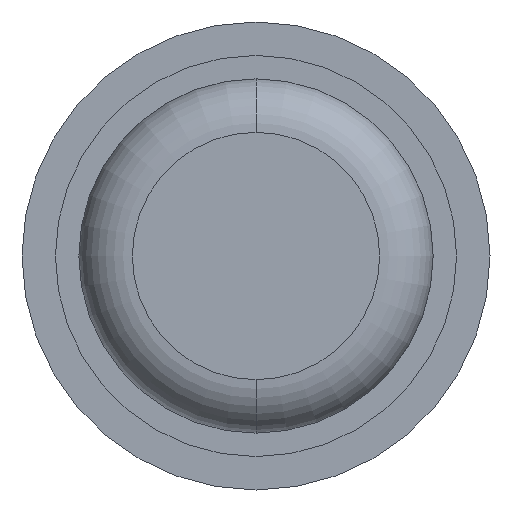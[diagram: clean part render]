
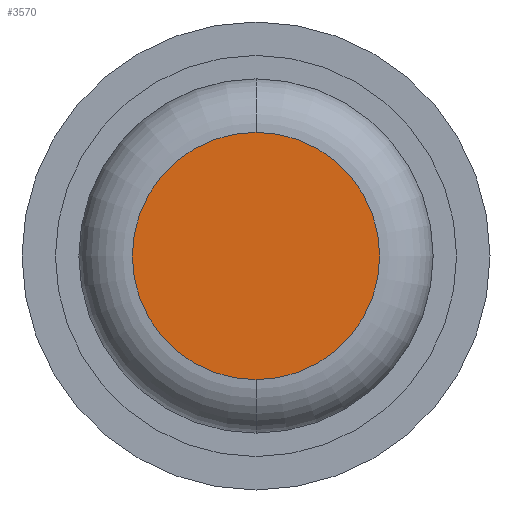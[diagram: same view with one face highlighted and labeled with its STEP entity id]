
A CAD part, front view. The second image highlights one B-rep face of the part: STEP entity #3570.
In plain terms, the highlighted planar face has unit normal (0, -1, 0).
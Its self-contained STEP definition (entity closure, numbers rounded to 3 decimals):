
#1 = CARTESIAN_POINT ( 'NONE',  ( 0., -10., 0. ) ) ;
#116 = VERTEX_POINT ( 'NONE', #2408 ) ;
#347 = DIRECTION ( 'NONE',  ( 0., 0., -1. ) ) ;
#733 = AXIS2_PLACEMENT_3D ( 'NONE', #3207, #4170, #1508 ) ;
#1010 = AXIS2_PLACEMENT_3D ( 'NONE', #1, #2741, #347 ) ;
#1271 = FACE_OUTER_BOUND ( 'NONE', #2629, .T. ) ;
#1508 = DIRECTION ( 'NONE',  ( 0., 0., -1. ) ) ;
#1770 = CIRCLE ( 'NONE', #1010, 0.925 ) ;
#1873 = CIRCLE ( 'NONE', #733, 0.925 ) ;
#2052 = EDGE_CURVE ( 'Defeature ausgef�hrt1_0+Defeature ausgef�hrt1_8+Defeature ausgef�hrt1_8+Defeature ausgef�hrt1_8', #3791, #116, #1873, .T. ) ;
#2098 = DIRECTION ( 'NONE',  ( 0., -1., 0. ) ) ;
#2113 = DIRECTION ( 'NONE',  ( 0., 0., -1. ) ) ;
#2408 = CARTESIAN_POINT ( 'NONE',  ( 0., -10., -0.925 ) ) ;
#2629 = EDGE_LOOP ( 'NONE', ( #3816, #3655 ) ) ;
#2670 = CARTESIAN_POINT ( 'NONE',  ( -1.325, -10., 0. ) ) ;
#2741 = DIRECTION ( 'NONE',  ( 0., -1., 0. ) ) ;
#3207 = CARTESIAN_POINT ( 'NONE',  ( 0., -10., 0. ) ) ;
#3286 = EDGE_CURVE ( 'Defeature ausgef�hrt1_0+Defeature ausgef�hrt1_8+Defeature ausgef�hrt1_8+Defeature ausgef�hrt1_8', #116, #3791, #1770, .T. ) ;
#3570 = ADVANCED_FACE ( 'Defeature ausgef�hrt1_0', ( #1271 ), #4070, .T. ) ;
#3655 = ORIENTED_EDGE ( 'NONE', *, *, #2052, .T. ) ;
#3669 = AXIS2_PLACEMENT_3D ( 'NONE', #2670, #2098, #2113 ) ;
#3791 = VERTEX_POINT ( 'NONE', #3954 ) ;
#3816 = ORIENTED_EDGE ( 'NONE', *, *, #3286, .T. ) ;
#3954 = CARTESIAN_POINT ( 'NONE',  ( 0., -10., 0.925 ) ) ;
#4070 = PLANE ( 'NONE',  #3669 ) ;
#4170 = DIRECTION ( 'NONE',  ( 0., -1., 0. ) ) ;
